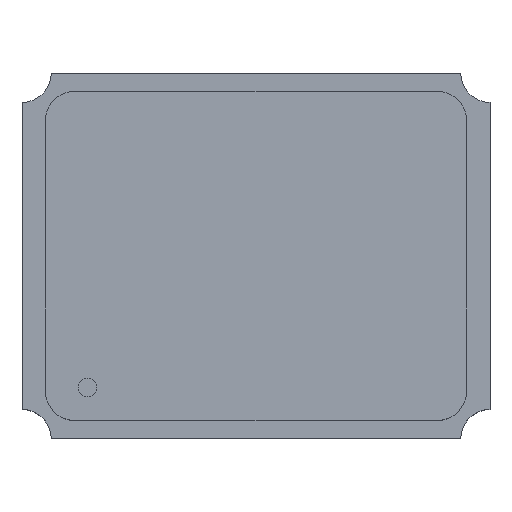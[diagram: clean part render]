
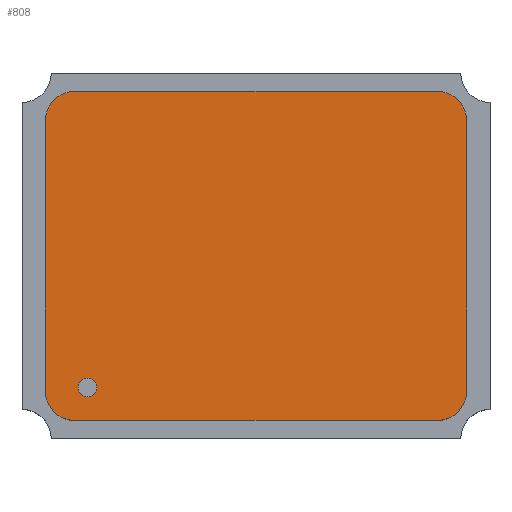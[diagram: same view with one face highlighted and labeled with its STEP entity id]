
A CAD part, top view. The second image highlights one B-rep face of the part: STEP entity #808.
In plain terms, the highlighted planar face has unit normal (0, 0, 1).
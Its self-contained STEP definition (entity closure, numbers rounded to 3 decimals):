
#17=FACE_BOUND('',#132,.T.);
#35=PLANE('',#896);
#81=FACE_OUTER_BOUND('',#131,.T.);
#131=EDGE_LOOP('',(#628,#629,#630,#631,#632,#633,#634,#635));
#132=EDGE_LOOP('',(#636));
#179=LINE('',#1240,#264);
#184=LINE('',#1254,#269);
#188=LINE('',#1266,#273);
#192=LINE('',#1278,#277);
#264=VECTOR('',#1002,10.);
#269=VECTOR('',#1015,10.);
#273=VECTOR('',#1027,10.);
#277=VECTOR('',#1039,10.);
#340=CIRCLE('',#877,0.064);
#342=CIRCLE('',#882,0.2);
#344=CIRCLE('',#886,0.2);
#346=CIRCLE('',#890,0.2);
#348=CIRCLE('',#894,0.2);
#374=VERTEX_POINT('',#1231);
#376=VERTEX_POINT('',#1238);
#377=VERTEX_POINT('',#1239);
#380=VERTEX_POINT('',#1247);
#382=VERTEX_POINT('',#1253);
#384=VERTEX_POINT('',#1259);
#386=VERTEX_POINT('',#1265);
#388=VERTEX_POINT('',#1271);
#390=VERTEX_POINT('',#1277);
#456=EDGE_CURVE('',#374,#374,#340,.T.);
#459=EDGE_CURVE('',#376,#377,#179,.T.);
#463=EDGE_CURVE('',#377,#380,#342,.T.);
#466=EDGE_CURVE('',#380,#382,#184,.T.);
#469=EDGE_CURVE('',#382,#384,#344,.T.);
#472=EDGE_CURVE('',#384,#386,#188,.T.);
#475=EDGE_CURVE('',#386,#388,#346,.T.);
#478=EDGE_CURVE('',#388,#390,#192,.T.);
#481=EDGE_CURVE('',#390,#376,#348,.T.);
#628=ORIENTED_EDGE('',*,*,#481,.T.);
#629=ORIENTED_EDGE('',*,*,#459,.T.);
#630=ORIENTED_EDGE('',*,*,#463,.T.);
#631=ORIENTED_EDGE('',*,*,#466,.T.);
#632=ORIENTED_EDGE('',*,*,#469,.T.);
#633=ORIENTED_EDGE('',*,*,#472,.T.);
#634=ORIENTED_EDGE('',*,*,#475,.T.);
#635=ORIENTED_EDGE('',*,*,#478,.T.);
#636=ORIENTED_EDGE('',*,*,#456,.T.);
#808=ADVANCED_FACE('',(#81,#17),#35,.T.);
#877=AXIS2_PLACEMENT_3D('',#1232,#993,#994);
#882=AXIS2_PLACEMENT_3D('',#1248,#1008,#1009);
#886=AXIS2_PLACEMENT_3D('',#1260,#1020,#1021);
#890=AXIS2_PLACEMENT_3D('',#1272,#1032,#1033);
#894=AXIS2_PLACEMENT_3D('',#1283,#1044,#1045);
#896=AXIS2_PLACEMENT_3D('',#1285,#1048,#1049);
#993=DIRECTION('center_axis',(0.,0.,-1.));
#994=DIRECTION('ref_axis',(1.,0.,0.));
#1002=DIRECTION('',(-1.,0.,0.));
#1008=DIRECTION('center_axis',(0.,0.,1.));
#1009=DIRECTION('ref_axis',(0.,1.,0.));
#1015=DIRECTION('',(0.,-1.,0.));
#1020=DIRECTION('center_axis',(0.,0.,1.));
#1021=DIRECTION('ref_axis',(-1.,0.,0.));
#1027=DIRECTION('',(1.,0.,0.));
#1032=DIRECTION('center_axis',(0.,0.,1.));
#1033=DIRECTION('ref_axis',(0.,-1.,0.));
#1039=DIRECTION('',(0.,1.,0.));
#1044=DIRECTION('center_axis',(0.,0.,1.));
#1045=DIRECTION('ref_axis',(1.,0.,0.));
#1048=DIRECTION('center_axis',(0.,0.,1.));
#1049=DIRECTION('ref_axis',(1.,0.,0.));
#1231=CARTESIAN_POINT('',(-1.216,-0.9,0.7));
#1232=CARTESIAN_POINT('Origin',(-1.152,-0.9,0.7));
#1238=CARTESIAN_POINT('',(1.24,1.125,0.7));
#1239=CARTESIAN_POINT('',(-1.24,1.125,0.7));
#1240=CARTESIAN_POINT('',(1.24,1.125,0.7));
#1247=CARTESIAN_POINT('',(-1.44,0.925,0.7));
#1248=CARTESIAN_POINT('Origin',(-1.24,0.925,0.7));
#1253=CARTESIAN_POINT('',(-1.44,-0.925,0.7));
#1254=CARTESIAN_POINT('',(-1.44,0.925,0.7));
#1259=CARTESIAN_POINT('',(-1.24,-1.125,0.7));
#1260=CARTESIAN_POINT('Origin',(-1.24,-0.925,0.7));
#1265=CARTESIAN_POINT('',(1.24,-1.125,0.7));
#1266=CARTESIAN_POINT('',(-1.24,-1.125,0.7));
#1271=CARTESIAN_POINT('',(1.44,-0.925,0.7));
#1272=CARTESIAN_POINT('Origin',(1.24,-0.925,0.7));
#1277=CARTESIAN_POINT('',(1.44,0.925,0.7));
#1278=CARTESIAN_POINT('',(1.44,-0.925,0.7));
#1283=CARTESIAN_POINT('Origin',(1.24,0.925,0.7));
#1285=CARTESIAN_POINT('Origin',(0.,0.,0.7));
